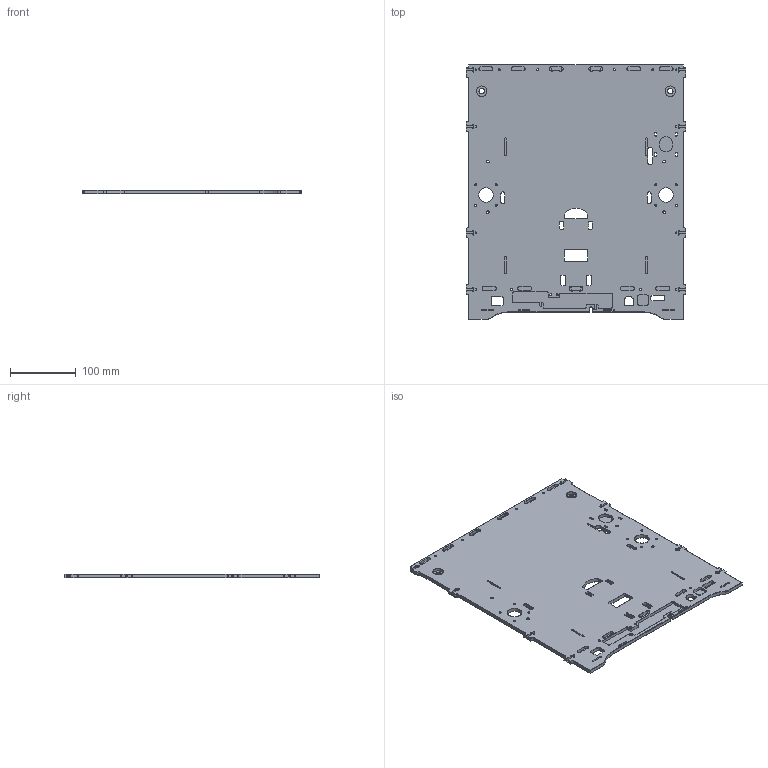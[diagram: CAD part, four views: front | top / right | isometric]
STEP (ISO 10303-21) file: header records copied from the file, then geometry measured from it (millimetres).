
FILE_DESCRIPTION (( 'STEP AP203' ), '1' );
FILE_NAME ('1941-Q_0.step', '2017-06-15T07:23:07', ( '' ), ( '' ), 'SwSTEP 2.0', 'SolidWorks 2016', '' );
FILE_SCHEMA (( 'CONFIG_CONTROL_DESIGN' ));
Length unit declared in the file: millimetre
Products named in the file (1): 1941-Q_0
Bounding box: 333.8 x 387.5 x 6 mm (x, y, z)
Volume: 694503.5 mm3; surface area: 733886.7 mm2
Topology: 3 solids, 3 shells, 1331 faces, 3870 edges, 2568 vertices
Faces by surface type: cylinder 662, plane 633, cone 36
Entity records: 44952 total; most frequent: DIRECTION 7913, CARTESIAN_POINT 7770, ORIENTED_EDGE 7740, EDGE_CURVE 3870, AXIS2_PLACEMENT_3D 2711, VERTEX_POINT 2568, VECTOR 2491, LINE 2491
